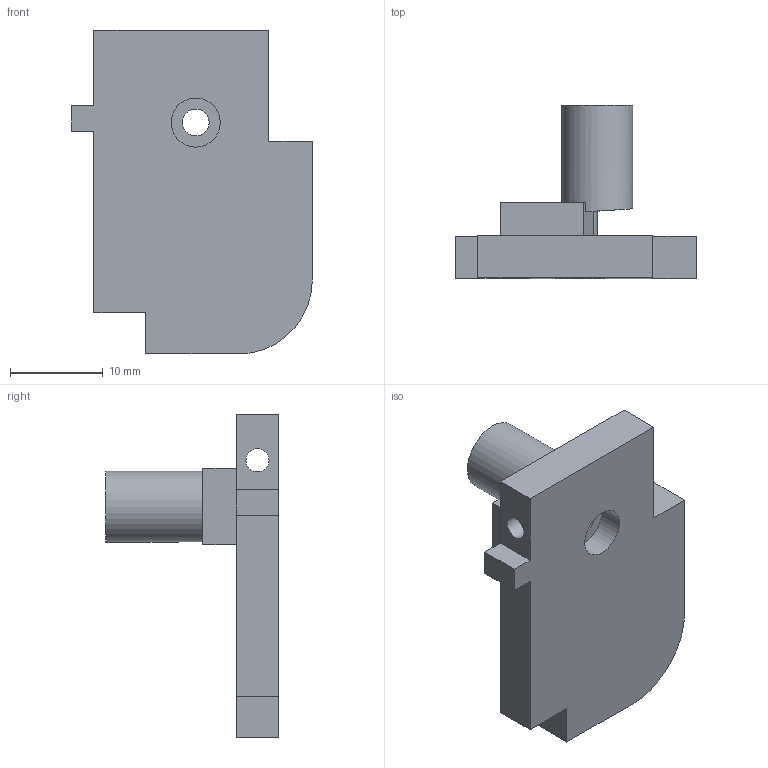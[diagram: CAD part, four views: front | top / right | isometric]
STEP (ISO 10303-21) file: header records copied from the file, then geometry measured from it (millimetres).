
FILE_DESCRIPTION(/* description */ (''),/* implementation_level */ '2;1');
FILE_NAME(/* name */ 'mcp_holder_inner.stp',/* time_stamp */ '2025-01-01T16:17:12-05:00',/* author */ ('Kenny'),/* organization */ (''),/* preprocessor_version */ 'ST-DEVELOPER v20',/* originating_system */ 'Autodesk Inventor 2025',/* authorisation */ '');
FILE_SCHEMA (('AUTOMOTIVE_DESIGN { 1 0 10303 214 3 1 1 }'));
Length unit declared in the file: millimetre
Products named in the file (1): axle_holder_4gear_final_MIR
Bounding box: 26 x 18.65 x 35 mm (x, y, z)
Volume: 2788 mm3; surface area: 3056 mm2
Topology: 1 solids, 1 shells, 35 faces, 87 edges, 58 vertices
Faces by surface type: plane 26, cylinder 9
Full cylindrical faces by diameter (mm): 2.5 x1, 2.9 x1, 3.5 x1, 4.1 x1, 5.3 x1, 7.67 x1, 18.3 x1
Entity records: 1117 total; most frequent: CARTESIAN_POINT 194, DIRECTION 179, ORIENTED_EDGE 174, EDGE_CURVE 87, LINE 65, VECTOR 65, VERTEX_POINT 58, AXIS2_PLACEMENT_3D 57
